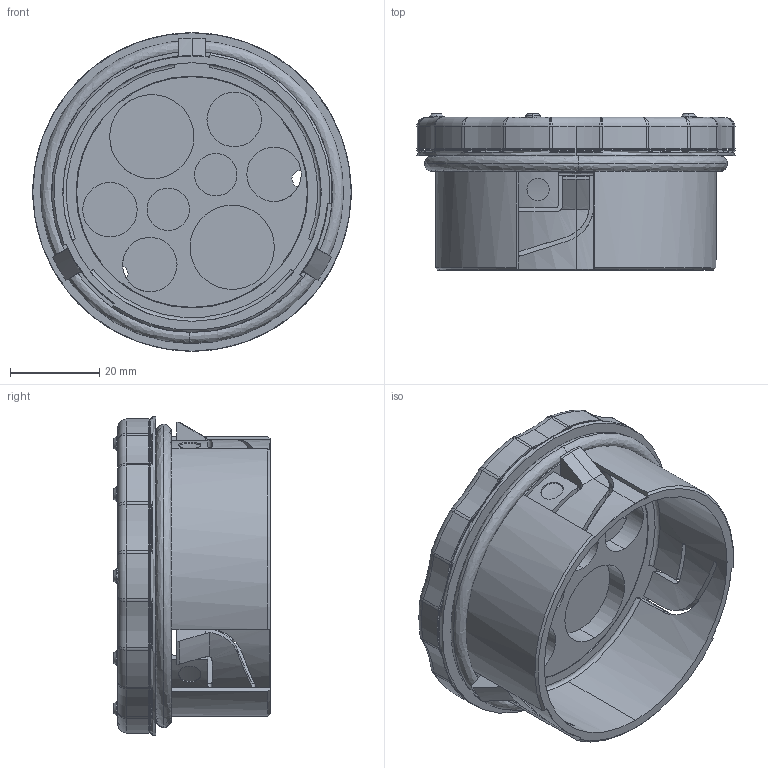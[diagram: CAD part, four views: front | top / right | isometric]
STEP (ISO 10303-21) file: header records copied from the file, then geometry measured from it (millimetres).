
FILE_DESCRIPTION (( 'STEP AP203' ), '1' );
FILE_NAME ('565209.step', '2022-03-30T19:23:00', ( '' ), ( '' ), 'SwSTEP 2.0', 'SolidWorks 2021', '' );
FILE_SCHEMA (( 'CONFIG_CONTROL_DESIGN' ));
Length unit declared in the file: millimetre
Products named in the file (1): 565209
Bounding box: 71.4 x 35 x 71.4 mm (x, y, z)
Volume: 44348.3 mm3; surface area: 44068.9 mm2
Topology: 6 solids, 6 shells, 557 faces, 1445 edges, 901 vertices
Faces by surface type: cylinder 243, bspline 121, plane 89, cone 45, torus 37, sphere 22
Entity records: 22411 total; most frequent: CARTESIAN_POINT 9272, ORIENTED_EDGE 2890, DIRECTION 2659, EDGE_CURVE 1445, AXIS2_PLACEMENT_3D 1139, VERTEX_POINT 901, CIRCLE 702, EDGE_LOOP 622
